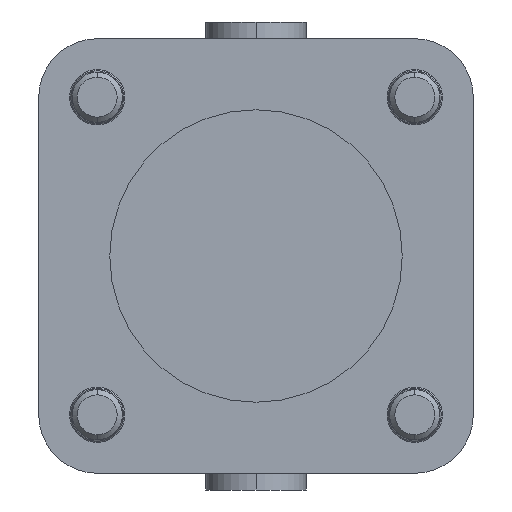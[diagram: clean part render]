
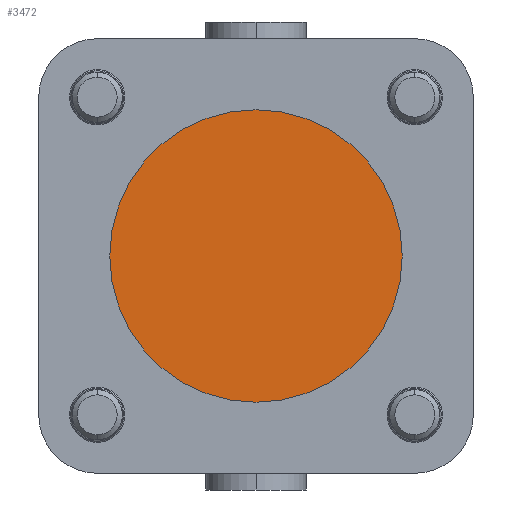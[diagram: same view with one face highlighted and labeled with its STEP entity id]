
A CAD part, left-side view. The second image highlights one B-rep face of the part: STEP entity #3472.
In plain terms, the highlighted planar face has unit normal (-1, 0, 0).
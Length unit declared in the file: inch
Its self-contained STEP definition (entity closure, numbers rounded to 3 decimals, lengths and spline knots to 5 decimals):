
#10 = VERTEX_POINT ( 'NONE', #1817 ) ;
#363 = DIRECTION ( 'NONE',  ( 0., 0., -1. ) ) ;
#396 = ORIENTED_EDGE ( 'NONE', *, *, #1265, .F. ) ;
#496 = DIRECTION ( 'NONE',  ( 0., 0., -1. ) ) ;
#725 = CARTESIAN_POINT ( 'NONE',  ( 0.27559, 0., 0.68898 ) ) ;
#815 = AXIS2_PLACEMENT_3D ( 'NONE', #3652, #4516, #496 ) ;
#1153 = EDGE_CURVE ( 'NONE', #10, #5131, #4645, .T. ) ;
#1202 = ORIENTED_EDGE ( 'NONE', *, *, #1153, .F. ) ;
#1265 = EDGE_CURVE ( 'NONE', #5131, #10, #2173, .T. ) ;
#1769 = PLANE ( 'NONE',  #3631 ) ;
#1817 = CARTESIAN_POINT ( 'NONE',  ( 0.27559, 0., -0.68898 ) ) ;
#2173 = CIRCLE ( 'NONE', #815, 0.68898 ) ;
#2189 = CARTESIAN_POINT ( 'NONE',  ( 0.27559, 0., 0. ) ) ;
#2261 = DIRECTION ( 'NONE',  ( 0., 1., 0. ) ) ;
#2330 = AXIS2_PLACEMENT_3D ( 'NONE', #3131, #3176, #363 ) ;
#2363 = EDGE_LOOP ( 'NONE', ( #396, #1202 ) ) ;
#3049 = DIRECTION ( 'NONE',  ( 1., 0., 0. ) ) ;
#3131 = CARTESIAN_POINT ( 'NONE',  ( 0.27559, 0., 0. ) ) ;
#3176 = DIRECTION ( 'NONE',  ( 1., 0., 0. ) ) ;
#3472 = ADVANCED_FACE ( 'NONE', ( #4704 ), #1769, .F. ) ;
#3631 = AXIS2_PLACEMENT_3D ( 'NONE', #2189, #3049, #2261 ) ;
#3652 = CARTESIAN_POINT ( 'NONE',  ( 0.27559, 0., 0. ) ) ;
#4516 = DIRECTION ( 'NONE',  ( 1., 0., 0. ) ) ;
#4645 = CIRCLE ( 'NONE', #2330, 0.68898 ) ;
#4704 = FACE_OUTER_BOUND ( 'NONE', #2363, .T. ) ;
#5131 = VERTEX_POINT ( 'NONE', #725 ) ;
